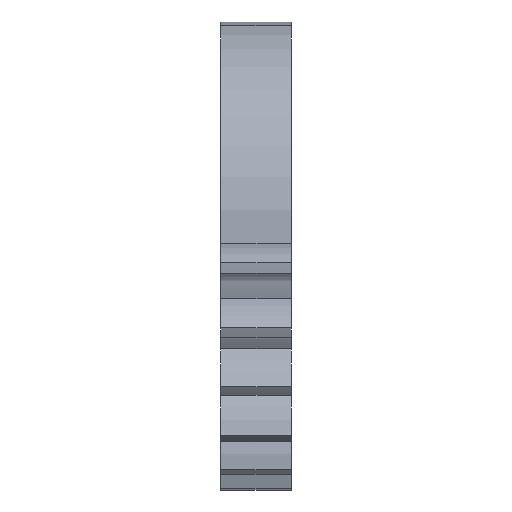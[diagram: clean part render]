
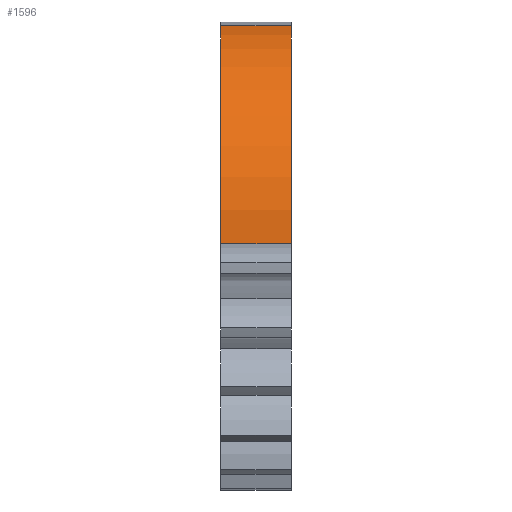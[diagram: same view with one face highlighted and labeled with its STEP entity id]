
A CAD part, left-side view. The second image highlights one B-rep face of the part: STEP entity #1596.
In plain terms, the highlighted cylindrical face has radius 12.093 mm (diameter 24.186 mm), a partial arc.
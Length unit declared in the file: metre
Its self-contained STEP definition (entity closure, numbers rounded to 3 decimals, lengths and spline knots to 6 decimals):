
#17 = CIRCLE ( 'NONE', #1883, 0.012093 ) ;
#149 = FACE_OUTER_BOUND ( 'NONE', #641, .T. ) ;
#269 = DIRECTION ( 'NONE',  ( 0., 0., 1. ) ) ;
#360 = ORIENTED_EDGE ( 'NONE', *, *, #1480, .T. ) ;
#536 = DIRECTION ( 'NONE',  ( 0., 1., 0. ) ) ;
#561 = LINE ( 'NONE', #1249, #1780 ) ;
#597 = CARTESIAN_POINT ( 'NONE',  ( -0.012402, 0., 0.011873 ) ) ;
#607 = CARTESIAN_POINT ( 'NONE',  ( -0.012402, 0.004, 0.011873 ) ) ;
#616 = CYLINDRICAL_SURFACE ( 'NONE', #1286, 0.012093 ) ;
#641 = EDGE_LOOP ( 'NONE', ( #1724, #1554, #2016, #360 ) ) ;
#651 = EDGE_CURVE ( 'NONE', #1284, #1667, #1428, .T. ) ;
#715 = CARTESIAN_POINT ( 'NONE',  ( -0.010106, 0., 0. ) ) ;
#781 = DIRECTION ( 'NONE',  ( 0., -1., 0. ) ) ;
#891 = DIRECTION ( 'NONE',  ( 0., 1., 0. ) ) ;
#928 = VECTOR ( 'NONE', #1123, 1. ) ;
#982 = DIRECTION ( 'NONE',  ( 0., 0., 1. ) ) ;
#1045 = DIRECTION ( 'NONE',  ( 0., -1., 0. ) ) ;
#1088 = CARTESIAN_POINT ( 'NONE',  ( -0.022187, 0., -0.000543 ) ) ;
#1123 = DIRECTION ( 'NONE',  ( 0., -1., 0. ) ) ;
#1136 = CIRCLE ( 'NONE', #1304, 0.012093 ) ;
#1181 = VERTEX_POINT ( 'NONE', #1088 ) ;
#1231 = VERTEX_POINT ( 'NONE', #1259 ) ;
#1249 = CARTESIAN_POINT ( 'NONE',  ( -0.022187, 0.004, -0.000543 ) ) ;
#1257 = DIRECTION ( 'NONE',  ( -0.19, 0., 0.982 ) ) ;
#1259 = CARTESIAN_POINT ( 'NONE',  ( -0.022187, 0.004, -0.000543 ) ) ;
#1284 = VERTEX_POINT ( 'NONE', #607 ) ;
#1286 = AXIS2_PLACEMENT_3D ( 'NONE', #1405, #781, #1257 ) ;
#1302 = CARTESIAN_POINT ( 'NONE',  ( -0.012402, 0.004, 0.011873 ) ) ;
#1304 = AXIS2_PLACEMENT_3D ( 'NONE', #715, #891, #269 ) ;
#1405 = CARTESIAN_POINT ( 'NONE',  ( -0.010106, 0.004, 0. ) ) ;
#1428 = LINE ( 'NONE', #1302, #928 ) ;
#1463 = CARTESIAN_POINT ( 'NONE',  ( -0.010106, 0.004, 0. ) ) ;
#1480 = EDGE_CURVE ( 'NONE', #1181, #1667, #1136, .T. ) ;
#1554 = ORIENTED_EDGE ( 'NONE', *, *, #1962, .F. ) ;
#1596 = ADVANCED_FACE ( 'NONE', ( #149 ), #616, .T. ) ;
#1667 = VERTEX_POINT ( 'NONE', #597 ) ;
#1724 = ORIENTED_EDGE ( 'NONE', *, *, #651, .F. ) ;
#1780 = VECTOR ( 'NONE', #1045, 1. ) ;
#1783 = EDGE_CURVE ( 'NONE', #1231, #1181, #561, .T. ) ;
#1883 = AXIS2_PLACEMENT_3D ( 'NONE', #1463, #536, #982 ) ;
#1962 = EDGE_CURVE ( 'NONE', #1231, #1284, #17, .T. ) ;
#2016 = ORIENTED_EDGE ( 'NONE', *, *, #1783, .T. ) ;
